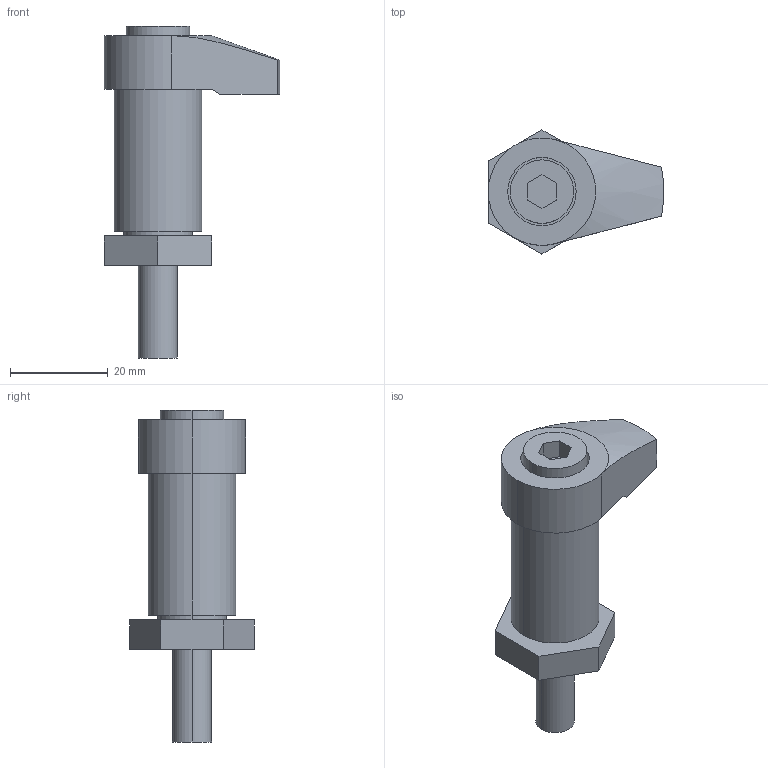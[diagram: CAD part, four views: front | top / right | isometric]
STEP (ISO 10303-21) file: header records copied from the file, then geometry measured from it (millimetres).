
FILE_DESCRIPTION (( 'STEP AP203' ), '1' );
FILE_NAME ('bj131-08025.STEP', '2021-10-25T01:09:49', ( '' ), ( '' ), 'SwSTEP 2.0', 'SolidWorks 2020', '' );
FILE_SCHEMA (( 'CONFIG_CONTROL_DESIGN' ));
Length unit declared in the file: millimetre
Products named in the file (4): bj131-08025_03; bj131-08025_02; bj131-08025_01; bj131-08025
Assembly tree (3 placements, depth 2):
  bj131-08025
    bj131-08025_01
    bj131-08025_02
    bj131-08025_03
Bounding box: 35.94 x 25.4 x 68 mm (x, y, z)
Volume: 16894 mm3; surface area: 10172.6 mm2
Topology: 3 solids, 3 shells, 52 faces, 112 edges, 74 vertices
Faces by surface type: plane 29, cylinder 21, cone 2
Entity records: 1859 total; most frequent: DIRECTION 269, CARTESIAN_POINT 268, ORIENTED_EDGE 224, EDGE_CURVE 112, AXIS2_PLACEMENT_3D 103, VERTEX_POINT 74, LINE 63, VECTOR 63
